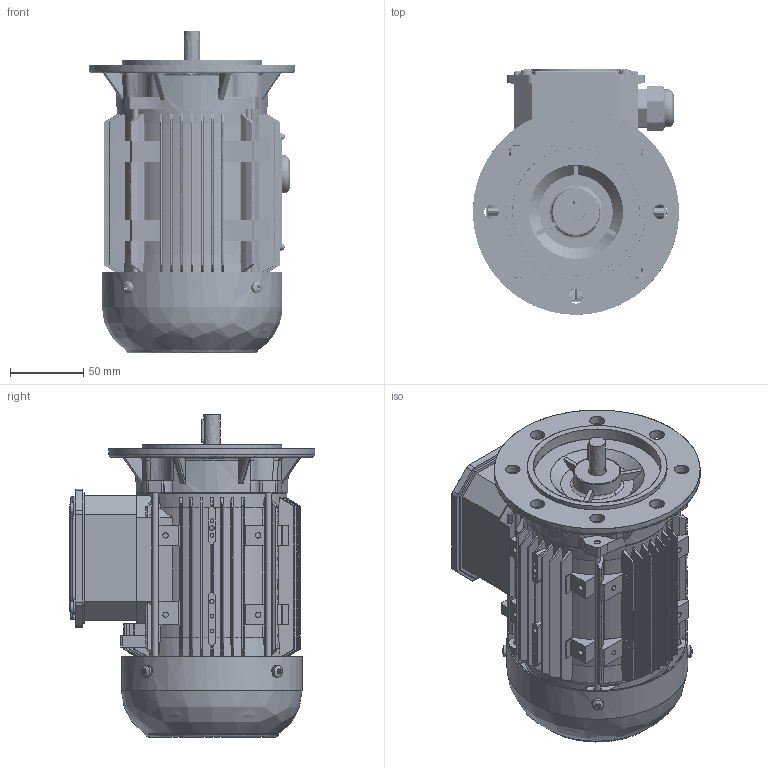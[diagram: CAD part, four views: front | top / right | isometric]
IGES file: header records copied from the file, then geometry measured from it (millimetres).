
Global section: file name: QS63_FA_.igs; native system: NX V7.5; preprocessor: SIEMENS PLM Software NX 7.5; date: 20150212.151518; units: millimetre
Bounding box: 140.2 x 167.2 x 219.45 mm (x, y, z)
Surface area: 375079.2 mm2 (no closed solid volume)
Topology: 0 solids, 0 shells, 2728 faces, 18509 edges, 18438 vertices
Faces by surface type: bspline 2728
